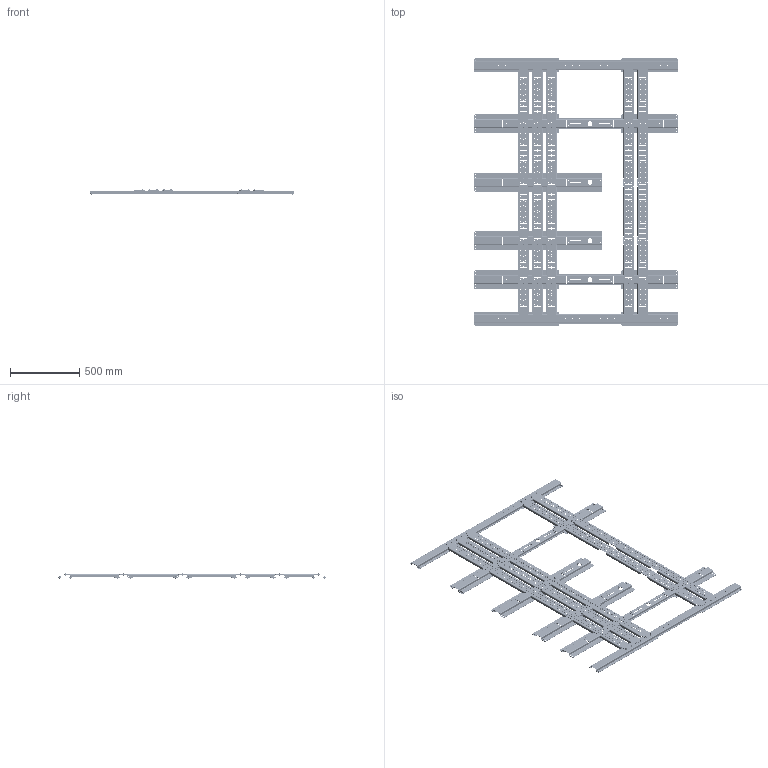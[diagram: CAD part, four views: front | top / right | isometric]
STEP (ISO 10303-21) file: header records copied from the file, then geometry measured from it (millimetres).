
FILE_DESCRIPTION(/* description */ (''),/* implementation_level */ '2;1');
FILE_NAME(/* name */ 'OFF_60W_step_31034703009a148_asm_x_t.stp',/* time_stamp */ '2024-02-29T10:09:36+06:00',/* author */ (''),/* organization */ (''),/* preprocessor_version */ 'ST-DEVELOPER v16.7',/* originating_system */ 'SIEMENS PLM Software NX 12.0',/* authorisation */ '');
FILE_SCHEMA (('AUTOMOTIVE_DESIGN { 1 0 10303 214 3 1 1 1 }'));
Products named in the file (1): 40901F7CF504kcgh
Bounding box: 1470.91 x 1927.66 x 36.96 mm (x, y, z)
Volume: 4865887.6 mm3; surface area: 4048539.7 mm2
Topology: 1 solids, 37 shells, 5396 faces, 14865 edges, 9619 vertices
Faces by surface type: plane 3058, cylinder 2114, cone 168, torus 56
Full cylindrical faces by diameter (mm): 5.613 x1010, 6.477 x92, 6.756 x60, 13.208 x56
Entity records: 169116 total; most frequent: CARTESIAN_POINT 29717, DIRECTION 28506, ORIENTED_EDGE 26592, EDGE_CURVE 13296, AXIS2_PLACEMENT_3D 10081, EDGE_LOOP 9506, VERTEX_POINT 9372, LINE 8344
